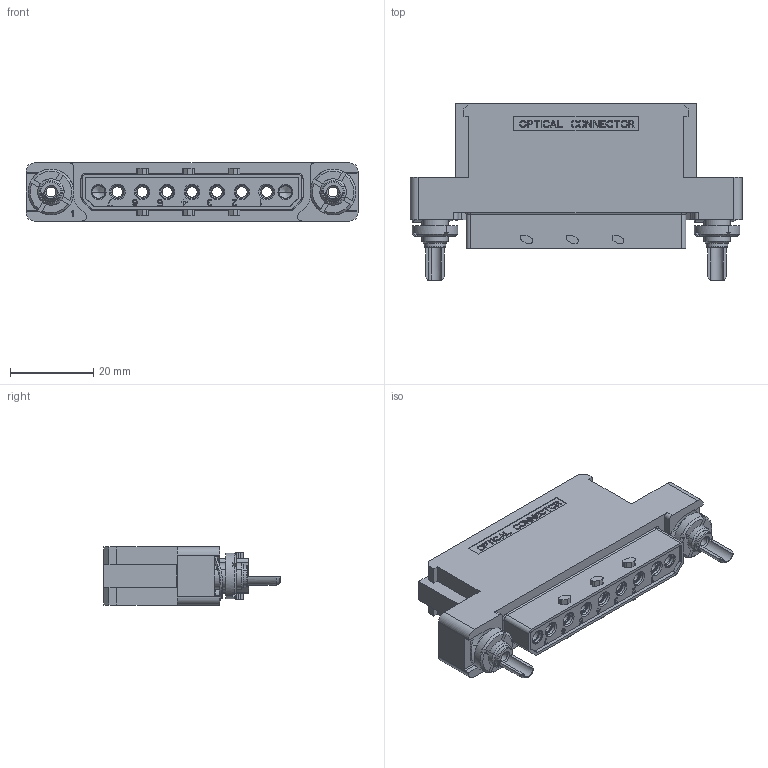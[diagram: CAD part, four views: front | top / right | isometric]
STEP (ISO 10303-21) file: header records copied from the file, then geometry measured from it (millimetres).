
FILE_DESCRIPTION((''),'2;1');
FILE_NAME('1900ND90S2B00A','2020-09-11T',('presta_be4'),(''),'CREO PARAMETRIC BY PTC INC, 2018360','CREO PARAMETRIC BY PTC INC, 2018360','');
FILE_SCHEMA(('CONFIG_CONTROL_DESIGN'));
Products named in the file (1): 1900ND90S2B00A
Bounding box: 80 x 42.45 x 14 mm (x, y, z)
Volume: 24113.3 mm3; surface area: 17022.3 mm2
Topology: 11 solids, 12 shells, 2804 faces, 7614 edges, 4976 vertices
Faces by surface type: plane 2110, cylinder 374, cone 200, torus 94, extrusion 26
Entity records: 99319 total; most frequent: CARTESIAN_POINT 28591, ORIENTED_EDGE 15204, DIRECTION 13747, EDGE_CURVE 7602, VECTOR 6091, LINE 6065, VERTEX_POINT 4976, AXIS2_PLACEMENT_3D 3828
